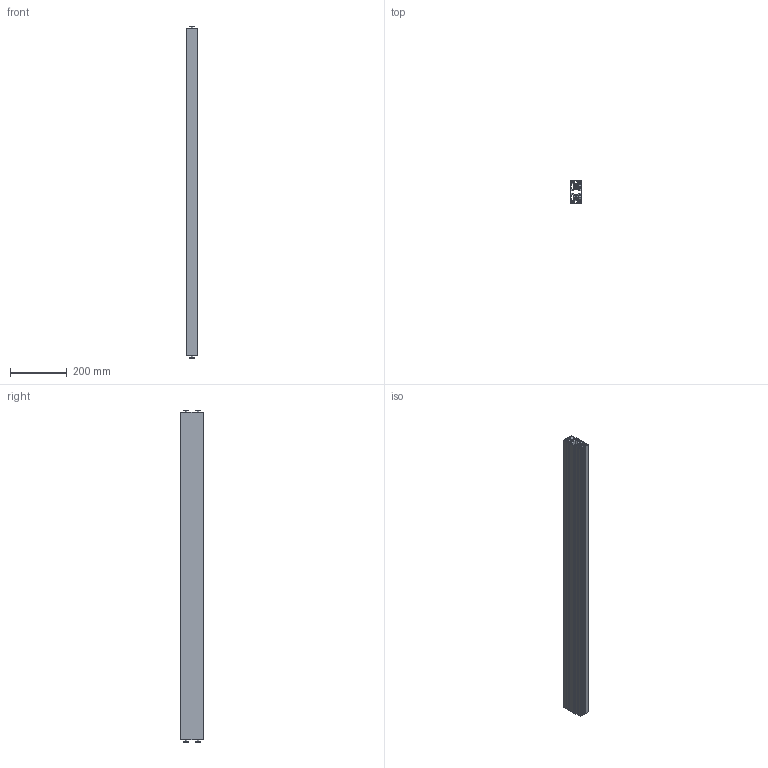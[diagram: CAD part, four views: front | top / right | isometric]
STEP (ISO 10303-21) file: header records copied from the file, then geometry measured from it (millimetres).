
FILE_DESCRIPTION(/* description */ ('Unknown'),/* implementation_level */ '2;1');
FILE_NAME(/* name */ '115.00093_01 Traverse SL SM TL TM TT 1150 kpl',/* time_stamp */ '2021-06-09T09:05:09+02:00',/* author */ ('Unknown'),/* organization */ ('Unknown'),/* preprocessor_version */ 'ST-DEVELOPER v16.7',/* originating_system */ 'Solid Edge',/* authorisation */ 'Unknown');
FILE_SCHEMA (('AUTOMOTIVE_DESIGN {1 0 10303 214 3 1 1}'));
Length unit declared in the file: millimetre
Products named in the file (3): 115.00093; 119.00173; 142.00207
Assembly tree (5 placements, depth 2):
  115.00093
    119.00173
    142.00207  x4
Bounding box: 40 x 80 x 1167.4 mm (x, y, z)
Volume: 1468488.3 mm3; surface area: 1017512.4 mm2
Topology: 5 solids, 5 shells, 232 faces, 638 edges, 424 vertices
Faces by surface type: plane 154, cylinder 50, cone 28
Full cylindrical faces by diameter (mm): 5 x4, 7.5 x4, 11.3 x8, 12 x4, 13.5 x4, 13.7 x2, 18 x16
Entity records: 5538 total; most frequent: CARTESIAN_POINT 1016, ORIENTED_EDGE 738, DIRECTION 706, EDGE_CURVE 369, LINE 286, VECTOR 286, VERTEX_POINT 260, FACE_BOUND 217
